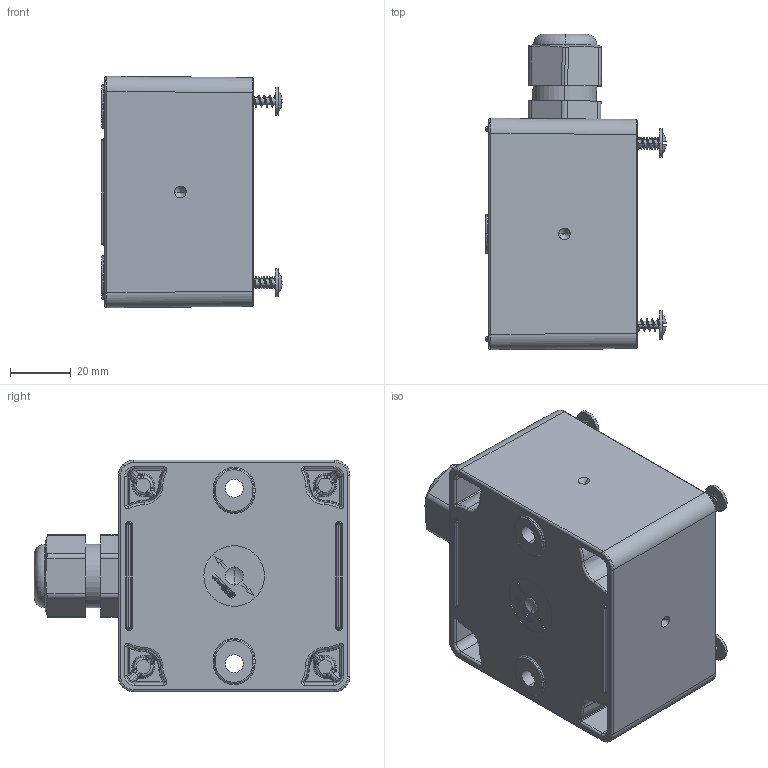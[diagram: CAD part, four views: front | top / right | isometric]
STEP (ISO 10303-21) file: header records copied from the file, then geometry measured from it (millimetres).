
FILE_DESCRIPTION (( 'STEP AP203' ), '1' );
FILE_NAME ('80168 Aufputzdose 75x75 IP68.STEP', '2020-04-08T09:59:52', ( '' ), ( '' ), 'SwSTEP 2.0', 'SolidWorks 2019', '' );
FILE_SCHEMA (( 'CONFIG_CONTROL_DESIGN' ));
Length unit declared in the file: millimetre
Products named in the file (1): 80168 Aufputzdose 75x75 IP68
Bounding box: 59.58 x 104.29 x 76.44 mm (x, y, z)
Volume: 94598.3 mm3; surface area: 56694.9 mm2
Topology: 1 solids, 1 shells, 1322 faces, 3291 edges, 1988 vertices
Faces by surface type: bspline 375, plane 343, cylinder 285, cone 146, torus 132, sphere 41
Entity records: 52742 total; most frequent: CARTESIAN_POINT 25408, ORIENTED_EDGE 6530, DIRECTION 4689, EDGE_CURVE 3265, VERTEX_POINT 1988, AXIS2_PLACEMENT_3D 1897, EDGE_LOOP 1371, ADVANCED_FACE 1322
